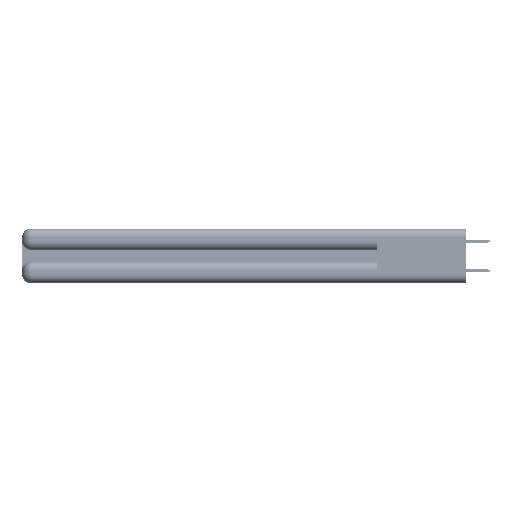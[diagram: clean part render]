
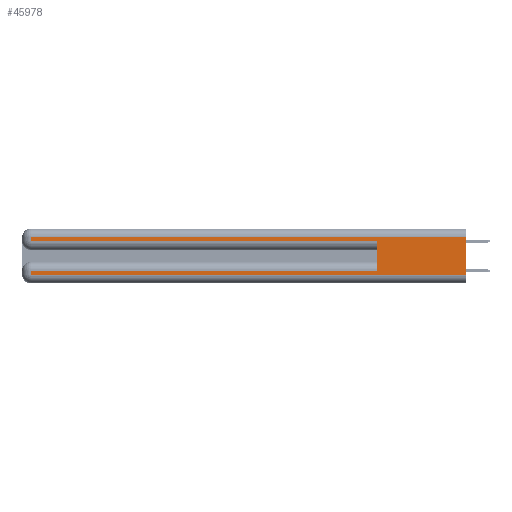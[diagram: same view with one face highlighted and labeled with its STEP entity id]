
A CAD part, left-side view. The second image highlights one B-rep face of the part: STEP entity #45978.
In plain terms, the highlighted planar face has unit normal (-1, 0, 0).
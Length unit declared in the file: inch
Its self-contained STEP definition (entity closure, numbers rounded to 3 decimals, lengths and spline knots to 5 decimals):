
#234 = CARTESIAN_POINT ( 'NONE',  ( 0., 0., 0.31 ) ) ;
#992 = CARTESIAN_POINT ( 'NONE',  ( 0., 2.94, 0.06 ) ) ;
#1508 = VECTOR ( 'NONE', #12290, 39.37008 ) ;
#3204 = AXIS2_PLACEMENT_3D ( 'NONE', #41954, #25609, #34054 ) ;
#4605 = VECTOR ( 'NONE', #22004, 39.37008 ) ;
#6260 = ORIENTED_EDGE ( 'NONE', *, *, #35551, .T. ) ;
#6299 = VECTOR ( 'NONE', #44899, 39.37008 ) ;
#6901 = CARTESIAN_POINT ( 'NONE',  ( 0., 0., 0.31 ) ) ;
#7779 = LINE ( 'NONE', #49809, #38458 ) ;
#10506 = CARTESIAN_POINT ( 'NONE',  ( 0., 2.94, 0.085 ) ) ;
#11363 = VECTOR ( 'NONE', #32233, 39.37008 ) ;
#12290 = DIRECTION ( 'NONE',  ( 0., 1., 0. ) ) ;
#13344 = EDGE_CURVE ( 'NONE', #14435, #43456, #32800, .T. ) ;
#14239 = PLANE ( 'NONE',  #3204 ) ;
#14435 = VERTEX_POINT ( 'NONE', #37954 ) ;
#15243 = VERTEX_POINT ( 'NONE', #34389 ) ;
#15466 = DIRECTION ( 'NONE',  ( 0., 1., 0. ) ) ;
#16233 = CARTESIAN_POINT ( 'NONE',  ( 0., 0., 0.06 ) ) ;
#19401 = VERTEX_POINT ( 'NONE', #992 ) ;
#20282 = CARTESIAN_POINT ( 'NONE',  ( 0., 0., 0.285 ) ) ;
#20740 = VECTOR ( 'NONE', #34928, 39.37008 ) ;
#21204 = EDGE_CURVE ( 'NONE', #15243, #43456, #46462, .T. ) ;
#21359 = VERTEX_POINT ( 'NONE', #37443 ) ;
#21832 = VECTOR ( 'NONE', #45756, 39.37008 ) ;
#22004 = DIRECTION ( 'NONE',  ( 0., 0., 1. ) ) ;
#22558 = LINE ( 'NONE', #45241, #6299 ) ;
#23287 = FACE_OUTER_BOUND ( 'NONE', #29484, .T. ) ;
#25609 = DIRECTION ( 'NONE',  ( 1., 0., 0. ) ) ;
#25841 = CARTESIAN_POINT ( 'NONE',  ( 0., 0.6, 0.145 ) ) ;
#26827 = EDGE_CURVE ( 'NONE', #19401, #37390, #7779, .T. ) ;
#29298 = EDGE_CURVE ( 'NONE', #42771, #21359, #38809, .T. ) ;
#29484 = EDGE_LOOP ( 'NONE', ( #33464, #45105, #51002, #35400, #34021, #46809, #6260, #43613 ) ) ;
#31946 = VECTOR ( 'NONE', #15466, 39.37008 ) ;
#32233 = DIRECTION ( 'NONE',  ( 0., -1., 0. ) ) ;
#32800 = LINE ( 'NONE', #25841, #4605 ) ;
#33464 = ORIENTED_EDGE ( 'NONE', *, *, #47654, .F. ) ;
#33829 = CARTESIAN_POINT ( 'NONE',  ( 0., 0., 0.37 ) ) ;
#34021 = ORIENTED_EDGE ( 'NONE', *, *, #13344, .F. ) ;
#34054 = DIRECTION ( 'NONE',  ( 0., 0., -1. ) ) ;
#34389 = CARTESIAN_POINT ( 'NONE',  ( 0., 2.94, 0.285 ) ) ;
#34928 = DIRECTION ( 'NONE',  ( 0., 0., -1. ) ) ;
#35400 = ORIENTED_EDGE ( 'NONE', *, *, #21204, .T. ) ;
#35551 = EDGE_CURVE ( 'NONE', #43400, #19401, #45178, .T. ) ;
#36220 = EDGE_CURVE ( 'NONE', #21359, #15243, #22558, .T. ) ;
#37245 = LINE ( 'NONE', #44376, #1508 ) ;
#37390 = VERTEX_POINT ( 'NONE', #16233 ) ;
#37443 = CARTESIAN_POINT ( 'NONE',  ( 0., 2.94, 0.31 ) ) ;
#37954 = CARTESIAN_POINT ( 'NONE',  ( 0., 0.6, 0.085 ) ) ;
#38458 = VECTOR ( 'NONE', #45443, 39.37008 ) ;
#38809 = LINE ( 'NONE', #234, #31946 ) ;
#38866 = CARTESIAN_POINT ( 'NONE',  ( 0., 0.6, 0.285 ) ) ;
#41954 = CARTESIAN_POINT ( 'NONE',  ( 0., 0., 0.37 ) ) ;
#42771 = VERTEX_POINT ( 'NONE', #6901 ) ;
#43400 = VERTEX_POINT ( 'NONE', #10506 ) ;
#43456 = VERTEX_POINT ( 'NONE', #38866 ) ;
#43613 = ORIENTED_EDGE ( 'NONE', *, *, #26827, .T. ) ;
#43805 = LINE ( 'NONE', #33829, #21832 ) ;
#44376 = CARTESIAN_POINT ( 'NONE',  ( 0., 0., 0.085 ) ) ;
#44899 = DIRECTION ( 'NONE',  ( 0., 0., -1. ) ) ;
#45105 = ORIENTED_EDGE ( 'NONE', *, *, #29298, .T. ) ;
#45178 = LINE ( 'NONE', #46651, #20740 ) ;
#45241 = CARTESIAN_POINT ( 'NONE',  ( 0., 2.94, 0.37 ) ) ;
#45443 = DIRECTION ( 'NONE',  ( 0., -1., 0. ) ) ;
#45756 = DIRECTION ( 'NONE',  ( 0., 0., -1. ) ) ;
#45978 = ADVANCED_FACE ( 'NONE', ( #23287 ), #14239, .F. ) ;
#46462 = LINE ( 'NONE', #20282, #11363 ) ;
#46651 = CARTESIAN_POINT ( 'NONE',  ( 0., 2.94, 0.37 ) ) ;
#46809 = ORIENTED_EDGE ( 'NONE', *, *, #50905, .T. ) ;
#47654 = EDGE_CURVE ( 'NONE', #42771, #37390, #43805, .T. ) ;
#49809 = CARTESIAN_POINT ( 'NONE',  ( 0., 0., 0.06 ) ) ;
#50905 = EDGE_CURVE ( 'NONE', #14435, #43400, #37245, .T. ) ;
#51002 = ORIENTED_EDGE ( 'NONE', *, *, #36220, .T. ) ;
